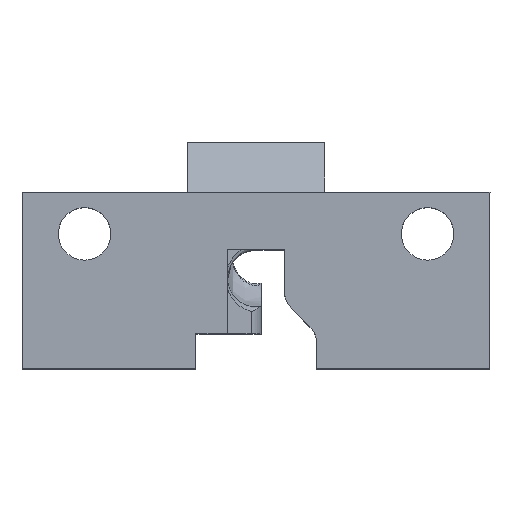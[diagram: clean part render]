
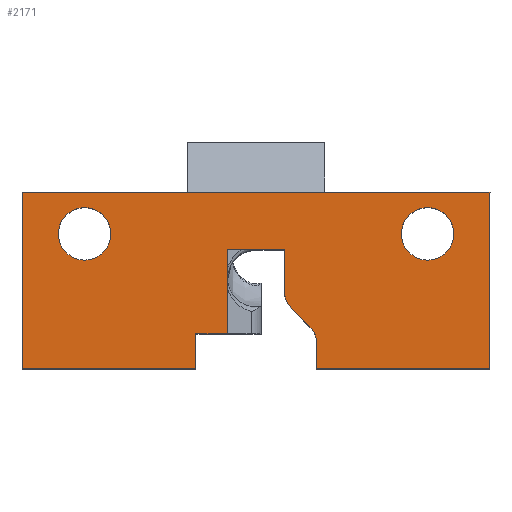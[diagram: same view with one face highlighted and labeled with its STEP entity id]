
A CAD part, top view. The second image highlights one B-rep face of the part: STEP entity #2171.
In plain terms, the highlighted planar face has unit normal (0, 0, 1).
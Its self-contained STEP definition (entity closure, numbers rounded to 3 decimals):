
#85=FACE_BOUND('',#358,.T.);
#86=FACE_BOUND('',#359,.T.);
#136=PLANE('',#2370);
#234=FACE_OUTER_BOUND('',#357,.T.);
#357=EDGE_LOOP('',(#1813,#1814,#1815,#1816,#1817,#1818,#1819,#1820,#1821,
#1822,#1823,#1824,#1825,#1826,#1827));
#358=EDGE_LOOP('',(#1828));
#359=EDGE_LOOP('',(#1829));
#457=LINE('',#3377,#651);
#461=LINE('',#3387,#655);
#467=LINE('',#3400,#661);
#471=LINE('',#3407,#665);
#473=LINE('',#3411,#667);
#475=LINE('',#3414,#669);
#486=LINE('',#3451,#680);
#496=LINE('',#3520,#690);
#505=LINE('',#3543,#699);
#510=LINE('',#3550,#704);
#560=LINE('',#3964,#754);
#561=LINE('',#3967,#755);
#562=LINE('',#3968,#756);
#651=VECTOR('',#2647,10.);
#655=VECTOR('',#2657,10.);
#661=VECTOR('',#2667,10.);
#665=VECTOR('',#2673,10.);
#667=VECTOR('',#2677,10.);
#669=VECTOR('',#2681,10.);
#680=VECTOR('',#2720,10.);
#690=VECTOR('',#2758,10.);
#699=VECTOR('',#2779,10.);
#704=VECTOR('',#2786,10.);
#754=VECTOR('',#2896,10.);
#755=VECTOR('',#2899,10.);
#756=VECTOR('',#2900,10.);
#822=CIRCLE('',#2298,2.);
#824=CIRCLE('',#2306,2.3);
#825=CIRCLE('',#2308,2.);
#833=CIRCLE('',#2331,2.3);
#943=VERTEX_POINT('',#3374);
#944=VERTEX_POINT('',#3376);
#945=VERTEX_POINT('',#3380);
#946=VERTEX_POINT('',#3382);
#947=VERTEX_POINT('',#3386);
#951=VERTEX_POINT('',#3397);
#952=VERTEX_POINT('',#3399);
#954=VERTEX_POINT('',#3406);
#955=VERTEX_POINT('',#3410);
#956=VERTEX_POINT('',#3416);
#957=VERTEX_POINT('',#3420);
#966=VERTEX_POINT('',#3448);
#978=VERTEX_POINT('',#3513);
#980=VERTEX_POINT('',#3519);
#988=VERTEX_POINT('',#3541);
#1039=VERTEX_POINT('',#3962);
#1040=VERTEX_POINT('',#3966);
#1179=EDGE_CURVE('',#944,#943,#457,.T.);
#1182=EDGE_CURVE('',#945,#946,#822,.T.);
#1184=EDGE_CURVE('',#946,#947,#461,.T.);
#1191=EDGE_CURVE('',#952,#951,#467,.T.);
#1195=EDGE_CURVE('',#954,#952,#471,.T.);
#1197=EDGE_CURVE('',#954,#955,#473,.T.);
#1199=EDGE_CURVE('',#943,#955,#475,.T.);
#1201=EDGE_CURVE('',#956,#956,#824,.T.);
#1202=EDGE_CURVE('',#947,#957,#825,.T.);
#1217=EDGE_CURVE('',#966,#945,#486,.T.);
#1234=EDGE_CURVE('',#978,#978,#833,.T.);
#1236=EDGE_CURVE('',#944,#980,#496,.T.);
#1248=EDGE_CURVE('',#988,#966,#505,.T.);
#1253=EDGE_CURVE('',#988,#980,#510,.T.);
#1326=EDGE_CURVE('',#951,#1039,#560,.T.);
#1327=EDGE_CURVE('',#1040,#1039,#561,.T.);
#1328=EDGE_CURVE('',#957,#1040,#562,.T.);
#1813=ORIENTED_EDGE('',*,*,#1199,.T.);
#1814=ORIENTED_EDGE('',*,*,#1197,.F.);
#1815=ORIENTED_EDGE('',*,*,#1195,.T.);
#1816=ORIENTED_EDGE('',*,*,#1191,.T.);
#1817=ORIENTED_EDGE('',*,*,#1326,.T.);
#1818=ORIENTED_EDGE('',*,*,#1327,.F.);
#1819=ORIENTED_EDGE('',*,*,#1328,.F.);
#1820=ORIENTED_EDGE('',*,*,#1202,.F.);
#1821=ORIENTED_EDGE('',*,*,#1184,.F.);
#1822=ORIENTED_EDGE('',*,*,#1182,.F.);
#1823=ORIENTED_EDGE('',*,*,#1217,.F.);
#1824=ORIENTED_EDGE('',*,*,#1248,.F.);
#1825=ORIENTED_EDGE('',*,*,#1253,.T.);
#1826=ORIENTED_EDGE('',*,*,#1236,.F.);
#1827=ORIENTED_EDGE('',*,*,#1179,.T.);
#1828=ORIENTED_EDGE('',*,*,#1201,.F.);
#1829=ORIENTED_EDGE('',*,*,#1234,.F.);
#2171=ADVANCED_FACE('',(#234,#85,#86),#136,.F.);
#2298=AXIS2_PLACEMENT_3D('',#3383,#2652,#2653);
#2306=AXIS2_PLACEMENT_3D('',#3418,#2685,#2686);
#2308=AXIS2_PLACEMENT_3D('',#3421,#2689,#2690);
#2331=AXIS2_PLACEMENT_3D('',#3515,#2753,#2754);
#2370=AXIS2_PLACEMENT_3D('',#3965,#2897,#2898);
#2647=DIRECTION('',(-1.,0.,0.));
#2652=DIRECTION('center_axis',(0.,0.,
1.));
#2653=DIRECTION('ref_axis',(0.924,0.383,0.));
#2657=DIRECTION('',(-0.707,0.707,0.));
#2667=DIRECTION('',(1.,0.,0.));
#2673=DIRECTION('',(0.,1.,0.));
#2677=DIRECTION('',(-1.,0.,0.));
#2681=DIRECTION('',(0.,-1.,0.));
#2685=DIRECTION('center_axis',(0.,0.,
1.));
#2686=DIRECTION('ref_axis',(1.,0.,0.));
#2689=DIRECTION('center_axis',(0.,0.,
-1.));
#2690=DIRECTION('ref_axis',(-0.924,-0.383,0.));
#2720=DIRECTION('',(0.,1.,0.));
#2753=DIRECTION('center_axis',(0.,0.,
1.));
#2754=DIRECTION('ref_axis',(1.,0.,0.));
#2758=DIRECTION('',(1.,0.,0.));
#2779=DIRECTION('',(-1.,0.,0.));
#2786=DIRECTION('',(0.,1.,0.));
#2896=DIRECTION('',(0.,1.,0.));
#2897=DIRECTION('center_axis',(0.,0.,
-1.));
#2898=DIRECTION('ref_axis',(1.,0.,0.));
#2899=DIRECTION('',(-1.,0.,0.));
#2900=DIRECTION('',(0.,1.,0.));
#3374=CARTESIAN_POINT('',(-20.154,3.478,-4.1));
#3376=CARTESIAN_POINT('',(-17.426,3.478,-4.1));
#3377=CARTESIAN_POINT('',(-17.426,3.478,-4.1));
#3380=CARTESIAN_POINT('',(5.658,-9.754,-4.1));
#3382=CARTESIAN_POINT('',(5.072,-8.34,-4.1));
#3383=CARTESIAN_POINT('Origin',(3.658,-9.754,-4.1));
#3386=CARTESIAN_POINT('',(3.444,-6.712,-4.1));
#3387=CARTESIAN_POINT('',(2.469,-5.737,-4.1));
#3397=CARTESIAN_POINT('',(-2.142,-8.926,-4.1));
#3399=CARTESIAN_POINT('',(-4.942,-8.926,-4.1));
#3400=CARTESIAN_POINT('',(-4.942,-8.926,-4.1));
#3406=CARTESIAN_POINT('',(-4.942,-12.022,-4.1));
#3407=CARTESIAN_POINT('',(-4.942,-12.022,-4.1));
#3410=CARTESIAN_POINT('',(-20.154,-12.022,-4.1));
#3411=CARTESIAN_POINT('',(-4.942,-12.022,-4.1));
#3414=CARTESIAN_POINT('',(-20.154,-0.364,-4.1));
#3416=CARTESIAN_POINT('',(-16.967,-0.192,-4.1));
#3418=CARTESIAN_POINT('Origin',(-14.667,-0.192,-4.1));
#3420=CARTESIAN_POINT('',(2.858,-5.298,-4.1));
#3421=CARTESIAN_POINT('Origin',(4.858,-5.298,-4.1));
#3448=CARTESIAN_POINT('',(5.658,-12.022,-4.1));
#3451=CARTESIAN_POINT('',(5.658,-12.022,-4.1));
#3513=CARTESIAN_POINT('',(13.083,-0.192,-4.1));
#3515=CARTESIAN_POINT('Origin',(15.383,-0.192,-4.1));
#3519=CARTESIAN_POINT('',(20.846,3.478,-4.1));
#3520=CARTESIAN_POINT('',(-22.142,3.478,-4.1));
#3541=CARTESIAN_POINT('',(20.846,-12.022,-4.1));
#3543=CARTESIAN_POINT('',(22.855,-12.022,-4.1));
#3550=CARTESIAN_POINT('',(20.846,-8.364,-4.1));
#3962=CARTESIAN_POINT('',(-2.142,-1.564,-4.1));
#3964=CARTESIAN_POINT('',(-2.142,-3.022,-4.1));
#3965=CARTESIAN_POINT('Origin',(0.358,-4.272,-4.1));
#3966=CARTESIAN_POINT('',(2.858,-1.564,-4.1));
#3967=CARTESIAN_POINT('',(2.858,-1.564,-4.1));
#3968=CARTESIAN_POINT('',(2.858,-8.926,-4.1));
